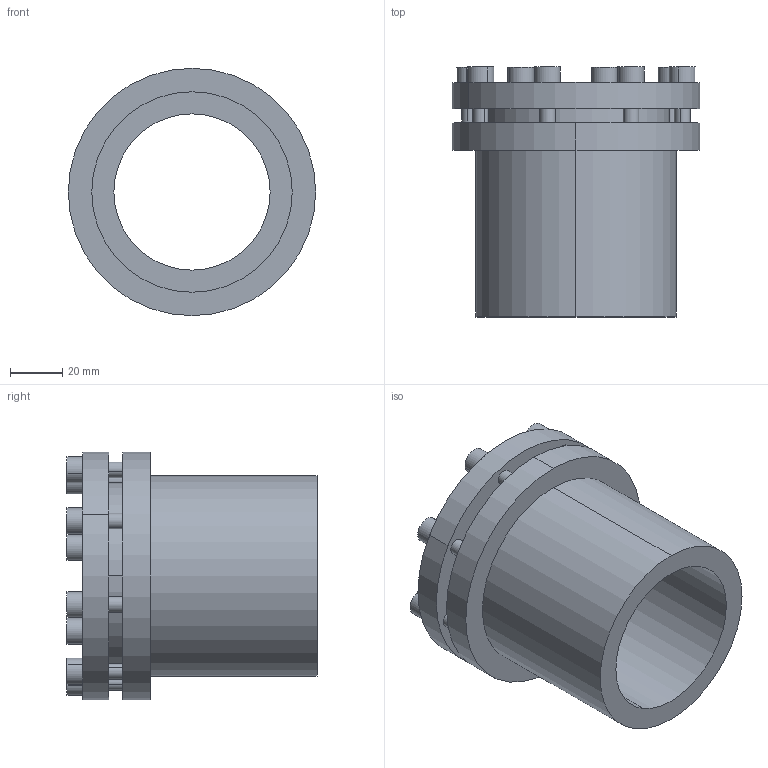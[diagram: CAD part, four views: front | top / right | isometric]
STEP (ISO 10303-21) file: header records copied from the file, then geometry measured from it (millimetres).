
FILE_DESCRIPTION((''),'2;1');
FILE_NAME('C60.stp','2003-07-03T09:36:38',(''),(''),'AutoCAD STEP 2000i','AutoCAD 2000i',', , ');
FILE_SCHEMA(('CONFIG_CONTROL_DESIGN'));
Length unit declared in the file: millimetre
Products named in the file (2): C60; TRYCKBRICKA
Assembly tree (1 placements, depth 2):
  C60
    TRYCKBRICKA
Bounding box: 95 x 96 x 95 mm (x, y, z)
Volume: 212007.1 mm3; surface area: 58199.9 mm2
Topology: 1 solids, 1 shells, 117 faces, 294 edges, 200 vertices
Faces by surface type: plane 71, cylinder 46
Entity records: 3693 total; most frequent: DIRECTION 636, CARTESIAN_POINT 613, ORIENTED_EDGE 588, EDGE_CURVE 294, AXIS2_PLACEMENT_3D 223, VERTEX_POINT 200, VECTOR 190, LINE 190
